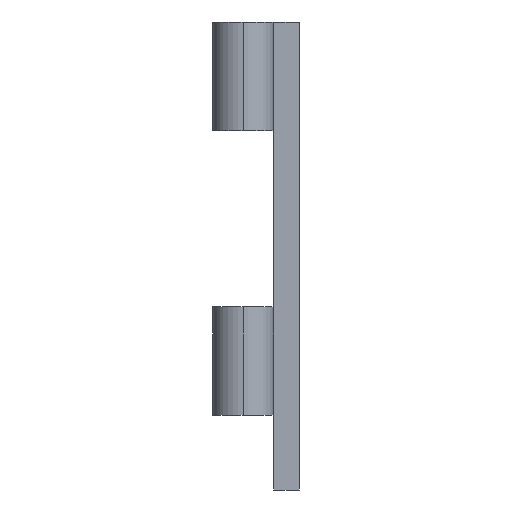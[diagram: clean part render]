
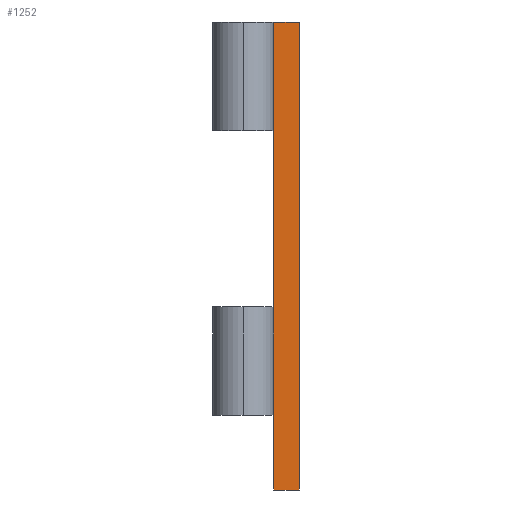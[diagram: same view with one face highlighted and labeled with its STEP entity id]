
A CAD part, left-side view. The second image highlights one B-rep face of the part: STEP entity #1252.
In plain terms, the highlighted planar face has unit normal (-1, 0, 0).
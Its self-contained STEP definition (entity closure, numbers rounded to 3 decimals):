
#45 = LINE ( 'NONE', #484, #1019 ) ;
#46 = ORIENTED_EDGE ( 'NONE', *, *, #119, .F. ) ;
#76 = ORIENTED_EDGE ( 'NONE', *, *, #1245, .T. ) ;
#96 = DIRECTION ( 'NONE',  ( 0., -1., 0. ) ) ;
#119 = EDGE_CURVE ( 'NONE', #1068, #136, #45, .T. ) ;
#136 = VERTEX_POINT ( 'NONE', #272 ) ;
#159 = CARTESIAN_POINT ( 'NONE',  ( -320., 19., -172.5 ) ) ;
#272 = CARTESIAN_POINT ( 'NONE',  ( -320., 19., 172.5 ) ) ;
#306 = CARTESIAN_POINT ( 'NONE',  ( -320., 0., 172.5 ) ) ;
#353 = DIRECTION ( 'NONE',  ( 1., 0., 0. ) ) ;
#358 = FACE_OUTER_BOUND ( 'NONE', #1060, .T. ) ;
#439 = EDGE_CURVE ( 'NONE', #823, #688, #1079, .T. ) ;
#477 = AXIS2_PLACEMENT_3D ( 'NONE', #159, #353, #785 ) ;
#484 = CARTESIAN_POINT ( 'NONE',  ( -320., 19., -172.5 ) ) ;
#494 = DIRECTION ( 'NONE',  ( 0., -1., 0. ) ) ;
#543 = CARTESIAN_POINT ( 'NONE',  ( -320., 0., -172.5 ) ) ;
#582 = DIRECTION ( 'NONE',  ( 0., 0., 1. ) ) ;
#586 = CARTESIAN_POINT ( 'NONE',  ( -320., 19., -172.5 ) ) ;
#623 = LINE ( 'NONE', #827, #772 ) ;
#688 = VERTEX_POINT ( 'NONE', #306 ) ;
#715 = ORIENTED_EDGE ( 'NONE', *, *, #957, .F. ) ;
#772 = VECTOR ( 'NONE', #96, 1000. ) ;
#785 = DIRECTION ( 'NONE',  ( 0., 0., -1. ) ) ;
#823 = VERTEX_POINT ( 'NONE', #1309 ) ;
#827 = CARTESIAN_POINT ( 'NONE',  ( -320., 19., 172.5 ) ) ;
#860 = CARTESIAN_POINT ( 'NONE',  ( -320., 19., -172.5 ) ) ;
#900 = VECTOR ( 'NONE', #969, 1000. ) ;
#914 = LINE ( 'NONE', #586, #1382 ) ;
#915 = ORIENTED_EDGE ( 'NONE', *, *, #439, .T. ) ;
#957 = EDGE_CURVE ( 'NONE', #136, #688, #623, .T. ) ;
#969 = DIRECTION ( 'NONE',  ( 0., 0., 1. ) ) ;
#1019 = VECTOR ( 'NONE', #582, 1000. ) ;
#1060 = EDGE_LOOP ( 'NONE', ( #915, #715, #46, #76 ) ) ;
#1068 = VERTEX_POINT ( 'NONE', #860 ) ;
#1079 = LINE ( 'NONE', #543, #900 ) ;
#1245 = EDGE_CURVE ( 'NONE', #1068, #823, #914, .T. ) ;
#1252 = ADVANCED_FACE ( 'NONE', ( #358 ), #1330, .F. ) ;
#1309 = CARTESIAN_POINT ( 'NONE',  ( -320., 0., -172.5 ) ) ;
#1330 = PLANE ( 'NONE',  #477 ) ;
#1382 = VECTOR ( 'NONE', #494, 1000. ) ;
